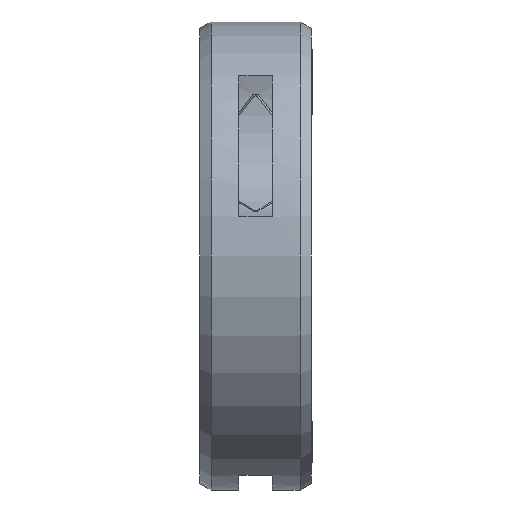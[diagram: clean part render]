
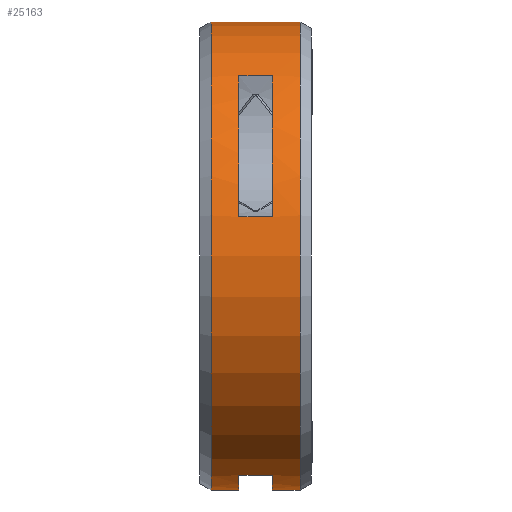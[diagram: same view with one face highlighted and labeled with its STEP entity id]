
A CAD part, left-side view. The second image highlights one B-rep face of the part: STEP entity #25163.
In plain terms, the highlighted cylindrical face has radius 21 mm (diameter 42 mm), a partial arc.
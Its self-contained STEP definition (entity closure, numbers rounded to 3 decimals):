
#23628=CARTESIAN_POINT('',(0.,4.,0.));
#23629=DIRECTION('',(0.,1.,0.));
#23630=DIRECTION('',(0.,0.,-1.));
#23631=AXIS2_PLACEMENT_3D('',#23628,#23629,#23630);
#23989=CARTESIAN_POINT('',(0.,-1.5,0.));
#23990=DIRECTION('',(0.,-1.,0.));
#23991=DIRECTION('',(-0.348,0.,-0.937));
#23992=AXIS2_PLACEMENT_3D('',#23989,#23990,#23991);
#23997=DIRECTION('',(0.,-1.,0.));
#23998=VECTOR('',#23997,3.);
#23999=CARTESIAN_POINT('',(-7.317,1.5,-19.684));
#24000=LINE('',#23999,#23998);
#24004=CARTESIAN_POINT('',(0.,1.5,0.));
#24005=DIRECTION('',(0.,-1.,0.));
#24006=DIRECTION('',(-0.348,0.,-0.937));
#24007=AXIS2_PLACEMENT_3D('',#24004,#24005,#24006);
#24012=DIRECTION('',(0.,1.,0.));
#24013=VECTOR('',#24012,2.5);
#24014=CARTESIAN_POINT('',(0.,1.5,-21.));
#24015=LINE('',#24014,#24013);
#24019=DIRECTION('',(0.,1.,0.));
#24020=VECTOR('',#24019,8.);
#24021=CARTESIAN_POINT('',(0.,-4.,21.));
#24022=LINE('',#24021,#24020);
#24026=CARTESIAN_POINT('',(0.,-4.,0.));
#24027=DIRECTION('',(0.,1.,0.));
#24028=DIRECTION('',(0.,0.,-1.));
#24029=AXIS2_PLACEMENT_3D('',#24026,#24027,#24028);
#24034=DIRECTION('',(0.,1.,0.));
#24035=VECTOR('',#24034,2.5);
#24036=CARTESIAN_POINT('',(0.,-4.,-21.));
#24037=LINE('',#24036,#24035);
#24041=CARTESIAN_POINT('',(0.,-1.5,0.));
#24042=DIRECTION('',(0.,-1.,0.));
#24043=DIRECTION('',(-0.638,0.,0.77));
#24044=AXIS2_PLACEMENT_3D('',#24041,#24042,#24043);
#24049=DIRECTION('',(0.,-1.,0.));
#24050=VECTOR('',#24049,3.);
#24051=CARTESIAN_POINT('',(-13.388,1.5,16.179));
#24052=LINE('',#24051,#24050);
#24056=CARTESIAN_POINT('',(0.,1.5,0.));
#24057=DIRECTION('',(0.,-1.,0.));
#24058=DIRECTION('',(-0.638,0.,0.77));
#24059=AXIS2_PLACEMENT_3D('',#24056,#24057,#24058);
#24064=DIRECTION('',(0.,-1.,0.));
#24065=VECTOR('',#24064,3.);
#24066=CARTESIAN_POINT('',(-20.705,1.5,3.505));
#24067=LINE('',#24066,#24065);
#24438=CARTESIAN_POINT('',(0.,-4.,-21.));
#24440=VERTEX_POINT('',#24438);
#24441=CARTESIAN_POINT('',(0.,4.,-21.));
#24443=VERTEX_POINT('',#24441);
#24470=CARTESIAN_POINT('',(0.,-4.,21.));
#24472=VERTEX_POINT('',#24470);
#24473=CARTESIAN_POINT('',(0.,4.,21.));
#24474=VERTEX_POINT('',#24473);
#24487=CARTESIAN_POINT('',(0.,-1.5,-21.));
#24489=VERTEX_POINT('',#24487);
#24491=CARTESIAN_POINT('',(0.,1.5,-21.));
#24493=VERTEX_POINT('',#24491);
#24501=CARTESIAN_POINT('',(-7.317,-1.5,-19.684));
#24502=VERTEX_POINT('',#24501);
#24503=CARTESIAN_POINT('',(-7.317,1.5,-19.684));
#24504=VERTEX_POINT('',#24503);
#24537=CARTESIAN_POINT('',(-13.388,-1.5,16.179));
#24538=CARTESIAN_POINT('',(-20.705,-1.5,3.505));
#24539=VERTEX_POINT('',#24537);
#24540=VERTEX_POINT('',#24538);
#24541=CARTESIAN_POINT('',(-13.388,1.5,16.179));
#24542=CARTESIAN_POINT('',(-20.705,1.5,3.505));
#24543=VERTEX_POINT('',#24541);
#24544=VERTEX_POINT('',#24542);
#25137=CARTESIAN_POINT('',(0.,21.615,0.));
#25138=DIRECTION('',(0.,-1.,0.));
#25139=DIRECTION('',(0.,0.,1.));
#25140=AXIS2_PLACEMENT_3D('',#25137,#25138,#25139);
#25141=CYLINDRICAL_SURFACE('',#25140,21.);
#25142=ORIENTED_EDGE('',*,*,#24831,.F.);
#25143=ORIENTED_EDGE('',*,*,#25098,.F.);
#25144=ORIENTED_EDGE('',*,*,#25122,.T.);
#25145=ORIENTED_EDGE('',*,*,#24794,.T.);
#25146=ORIENTED_EDGE('',*,*,#24748,.T.);
#25147=ORIENTED_EDGE('',*,*,#24791,.F.);
#25149=ORIENTED_EDGE('',*,*,#25148,.F.);
#25150=ORIENTED_EDGE('',*,*,#24787,.T.);
#25151=EDGE_LOOP('',(#25142,#25143,#25144,#25145,#25146,#25147,#25149,#25150));
#25152=FACE_OUTER_BOUND('',#25151,.F.);
#25154=ORIENTED_EDGE('',*,*,#25153,.F.);
#25156=ORIENTED_EDGE('',*,*,#25155,.F.);
#25158=ORIENTED_EDGE('',*,*,#25157,.T.);
#25160=ORIENTED_EDGE('',*,*,#25159,.T.);
#25161=EDGE_LOOP('',(#25154,#25156,#25158,#25160));
#25162=FACE_BOUND('',#25161,.F.);
#23632=CIRCLE('',#23631,21.);
#23993=CIRCLE('',#23992,21.);
#24008=CIRCLE('',#24007,21.);
#24030=CIRCLE('',#24029,21.);
#24045=CIRCLE('',#24044,21.);
#24060=CIRCLE('',#24059,21.);
#24748=EDGE_CURVE('',#24443,#24474,#23632,.T.);
#24787=EDGE_CURVE('',#24440,#24489,#24037,.T.);
#24791=EDGE_CURVE('',#24472,#24474,#24022,.T.);
#24794=EDGE_CURVE('',#24493,#24443,#24015,.T.);
#24831=EDGE_CURVE('',#24502,#24489,#23993,.T.);
#25098=EDGE_CURVE('',#24504,#24502,#24000,.T.);
#25122=EDGE_CURVE('',#24504,#24493,#24008,.T.);
#25148=EDGE_CURVE('',#24440,#24472,#24030,.T.);
#25153=EDGE_CURVE('',#24539,#24540,#24045,.T.);
#25155=EDGE_CURVE('',#24543,#24539,#24052,.T.);
#25157=EDGE_CURVE('',#24543,#24544,#24060,.T.);
#25159=EDGE_CURVE('',#24544,#24540,#24067,.T.);
#25163=ADVANCED_FACE('',(#25152,#25162),#25141,.T.);
